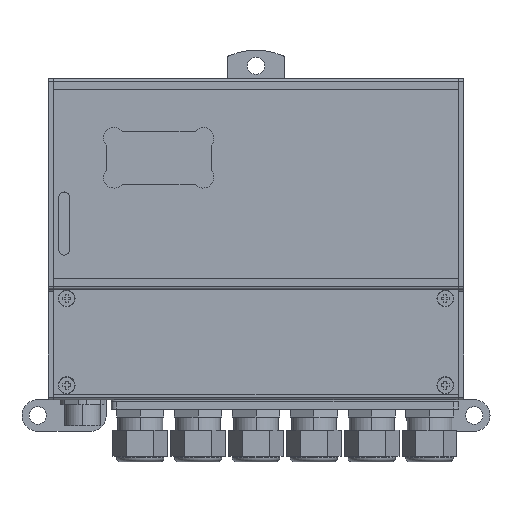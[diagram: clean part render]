
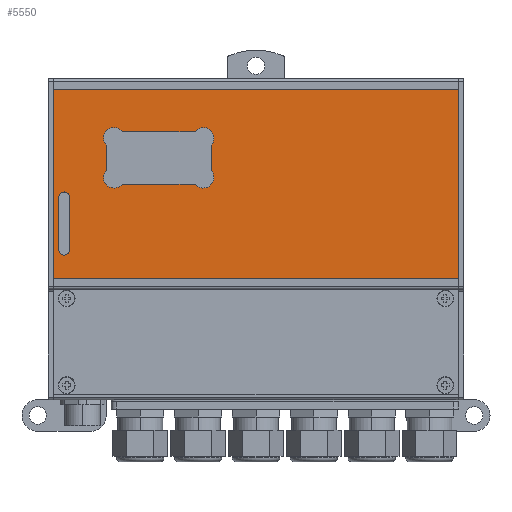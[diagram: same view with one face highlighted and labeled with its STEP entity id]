
A CAD part, front view. The second image highlights one B-rep face of the part: STEP entity #5550.
In plain terms, the highlighted face is planar.
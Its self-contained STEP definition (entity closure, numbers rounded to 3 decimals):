
#1421=CARTESIAN_POINT('',(-45.457,-8.589,-0.5));
#1422=VERTEX_POINT('',#1421);
#1429=CARTESIAN_POINT('',(-45.457,-80.589,-0.5));
#1430=VERTEX_POINT('',#1429);
#1431=CARTESIAN_POINT('',(-45.457,-8.589,-0.5));
#1432=DIRECTION('',(0.0,-1.0,0.0));
#1433=VECTOR('',#1432,72.0);
#1434=LINE('',#1431,#1433);
#1435=EDGE_CURVE('',#1422,#1430,#1434,.T.);
#2321=CARTESIAN_POINT('',(-45.457,-44.589,99.622));
#2322=VERTEX_POINT('',#2321);
#2331=CARTESIAN_POINT('',(-45.457,-39.443,93.5));
#2332=VERTEX_POINT('',#2331);
#2333=CARTESIAN_POINT('',(-45.457,-42.089,96.5));
#2334=DIRECTION('',(-1.0,0.0,0.0));
#2335=DIRECTION('',(0.0,0.0,-1.0));
#2336=AXIS2_PLACEMENT_3D('',#2333,#2334,#2335);
#2337=CIRCLE('',#2336,4.0);
#2338=EDGE_CURVE('',#2332,#2322,#2337,.T.);
#2363=CARTESIAN_POINT('',(-45.457,-24.589,127.378));
#2364=VERTEX_POINT('',#2363);
#2373=CARTESIAN_POINT('',(-45.457,-29.735,133.5));
#2374=VERTEX_POINT('',#2373);
#2375=CARTESIAN_POINT('',(-45.457,-27.089,130.5));
#2376=DIRECTION('',(-1.0,0.0,0.0));
#2377=DIRECTION('',(0.0,0.0,-1.0));
#2378=AXIS2_PLACEMENT_3D('',#2375,#2376,#2377);
#2379=CIRCLE('',#2378,4.0);
#2380=EDGE_CURVE('',#2374,#2364,#2379,.T.);
#2416=CARTESIAN_POINT('',(-45.457,-69.589,151.5));
#2417=VERTEX_POINT('',#2416);
#2424=CARTESIAN_POINT('',(-45.457,-69.589,147.5));
#2425=VERTEX_POINT('',#2424);
#2426=CARTESIAN_POINT('',(-45.457,-69.589,149.5));
#2427=DIRECTION('',(-1.0,0.0,0.0));
#2428=DIRECTION('',(0.0,0.0,-1.0));
#2429=AXIS2_PLACEMENT_3D('',#2426,#2427,#2428);
#2430=CIRCLE('',#2429,2.0);
#2431=EDGE_CURVE('',#2425,#2417,#2430,.T.);
#2456=CARTESIAN_POINT('',(-45.457,-49.589,147.5));
#2457=VERTEX_POINT('',#2456);
#2458=CARTESIAN_POINT('',(-45.457,-49.589,147.5));
#2459=DIRECTION('',(0.0,-1.0,0.0));
#2460=VECTOR('',#2459,20.0);
#2461=LINE('',#2458,#2460);
#2462=EDGE_CURVE('',#2457,#2425,#2461,.T.);
#2488=CARTESIAN_POINT('',(-45.457,-49.589,151.5));
#2489=VERTEX_POINT('',#2488);
#2490=CARTESIAN_POINT('',(-45.457,-49.589,149.5));
#2491=DIRECTION('',(-1.0,0.0,0.0));
#2492=DIRECTION('',(0.0,0.0,-1.0));
#2493=AXIS2_PLACEMENT_3D('',#2490,#2491,#2492);
#2494=CIRCLE('',#2493,2.0);
#2495=EDGE_CURVE('',#2489,#2457,#2494,.T.);
#2518=CARTESIAN_POINT('',(-45.457,-69.589,151.5));
#2519=DIRECTION('',(0.0,1.0,0.0));
#2520=VECTOR('',#2519,20.0);
#2521=LINE('',#2518,#2520);
#2522=EDGE_CURVE('',#2417,#2489,#2521,.T.);
#2535=CARTESIAN_POINT('',(-45.457,-24.589,99.622));
#2536=VERTEX_POINT('',#2535);
#2552=CARTESIAN_POINT('',(-45.457,-29.735,93.5));
#2553=VERTEX_POINT('',#2552);
#2560=CARTESIAN_POINT('',(-45.457,-27.089,96.5));
#2561=DIRECTION('',(-1.0,0.0,0.0));
#2562=DIRECTION('',(0.0,0.0,-1.0));
#2563=AXIS2_PLACEMENT_3D('',#2560,#2561,#2562);
#2564=CIRCLE('',#2563,4.0);
#2565=EDGE_CURVE('',#2536,#2553,#2564,.T.);
#2575=CARTESIAN_POINT('',(-45.457,-39.443,133.5));
#2576=VERTEX_POINT('',#2575);
#2585=CARTESIAN_POINT('',(-45.457,-44.589,127.378));
#2586=VERTEX_POINT('',#2585);
#2587=CARTESIAN_POINT('',(-45.457,-42.089,130.5));
#2588=DIRECTION('',(-1.0,0.0,0.0));
#2589=DIRECTION('',(0.0,0.0,-1.0));
#2590=AXIS2_PLACEMENT_3D('',#2587,#2588,#2589);
#2591=CIRCLE('',#2590,4.0);
#2592=EDGE_CURVE('',#2586,#2576,#2591,.T.);
#2625=CARTESIAN_POINT('',(-45.457,-24.589,127.378));
#2626=DIRECTION('',(0.0,0.0,-1.0));
#2627=VECTOR('',#2626,27.755);
#2628=LINE('',#2625,#2627);
#2629=EDGE_CURVE('',#2364,#2536,#2628,.T.);
#2647=CARTESIAN_POINT('',(-45.457,-44.589,99.622));
#2648=DIRECTION('',(0.0,0.0,1.0));
#2649=VECTOR('',#2648,27.755);
#2650=LINE('',#2647,#2649);
#2651=EDGE_CURVE('',#2322,#2586,#2650,.T.);
#3497=CARTESIAN_POINT('',(-45.457,-80.589,153.5));
#3498=VERTEX_POINT('',#3497);
#3505=CARTESIAN_POINT('',(-45.457,-8.589,153.5));
#3506=VERTEX_POINT('',#3505);
#3507=CARTESIAN_POINT('',(-45.457,-80.589,153.5));
#3508=DIRECTION('',(0.0,1.0,0.0));
#3509=VECTOR('',#3508,72.0);
#3510=LINE('',#3507,#3509);
#3511=EDGE_CURVE('',#3498,#3506,#3510,.T.);
#4638=CARTESIAN_POINT('',(-45.457,-39.443,133.5));
#4639=DIRECTION('',(0.0,1.0,0.0));
#4640=VECTOR('',#4639,9.708);
#4641=LINE('',#4638,#4640);
#4642=EDGE_CURVE('',#2576,#2374,#4641,.T.);
#4655=CARTESIAN_POINT('',(-45.457,-29.735,93.5));
#4656=DIRECTION('',(0.0,-1.0,0.0));
#4657=VECTOR('',#4656,9.708);
#4658=LINE('',#4655,#4657);
#4659=EDGE_CURVE('',#2553,#2332,#4658,.T.);
#5509=CARTESIAN_POINT('',(-45.457,-80.589,-0.5));
#5510=DIRECTION('',(0.0,0.0,1.0));
#5511=VECTOR('',#5510,154.0);
#5512=LINE('',#5509,#5511);
#5513=EDGE_CURVE('',#1430,#3498,#5512,.T.);
#5518=CARTESIAN_POINT('',(-45.457,-80.589,-0.5));
#5519=DIRECTION('',(-1.0,0.0,0.0));
#5520=DIRECTION('',(0.0,0.0,1.0));
#5521=AXIS2_PLACEMENT_3D('',#5518,#5519,#5520);
#5522=PLANE('',#5521);
#5523=ORIENTED_EDGE('',*,*,#3511,.F.);
#5524=ORIENTED_EDGE('',*,*,#5513,.F.);
#5525=ORIENTED_EDGE('',*,*,#1435,.F.);
#5526=CARTESIAN_POINT('',(-45.457,-8.589,-0.5));
#5527=DIRECTION('',(0.0,0.0,1.0));
#5528=VECTOR('',#5527,154.0);
#5529=LINE('',#5526,#5528);
#5530=EDGE_CURVE('',#1422,#3506,#5529,.T.);
#5531=ORIENTED_EDGE('',*,*,#5530,.T.);
#5532=EDGE_LOOP('',(#5523,#5524,#5525,#5531));
#5533=FACE_OUTER_BOUND('',#5532,.T.);
#5534=ORIENTED_EDGE('',*,*,#2338,.T.);
#5535=ORIENTED_EDGE('',*,*,#2651,.T.);
#5536=ORIENTED_EDGE('',*,*,#2592,.T.);
#5537=ORIENTED_EDGE('',*,*,#4642,.T.);
#5538=ORIENTED_EDGE('',*,*,#2380,.T.);
#5539=ORIENTED_EDGE('',*,*,#2629,.T.);
#5540=ORIENTED_EDGE('',*,*,#2565,.T.);
#5541=ORIENTED_EDGE('',*,*,#4659,.T.);
#5542=EDGE_LOOP('',(#5534,#5535,#5536,#5537,#5538,#5539,#5540,#5541));
#5543=FACE_BOUND('',#5542,.T.);
#5544=ORIENTED_EDGE('',*,*,#2495,.T.);
#5545=ORIENTED_EDGE('',*,*,#2462,.T.);
#5546=ORIENTED_EDGE('',*,*,#2431,.T.);
#5547=ORIENTED_EDGE('',*,*,#2522,.T.);
#5548=EDGE_LOOP('',(#5544,#5545,#5546,#5547));
#5549=FACE_BOUND('',#5548,.T.);
#5550=ADVANCED_FACE('',(#5533,#5543,#5549),#5522,.F.);
